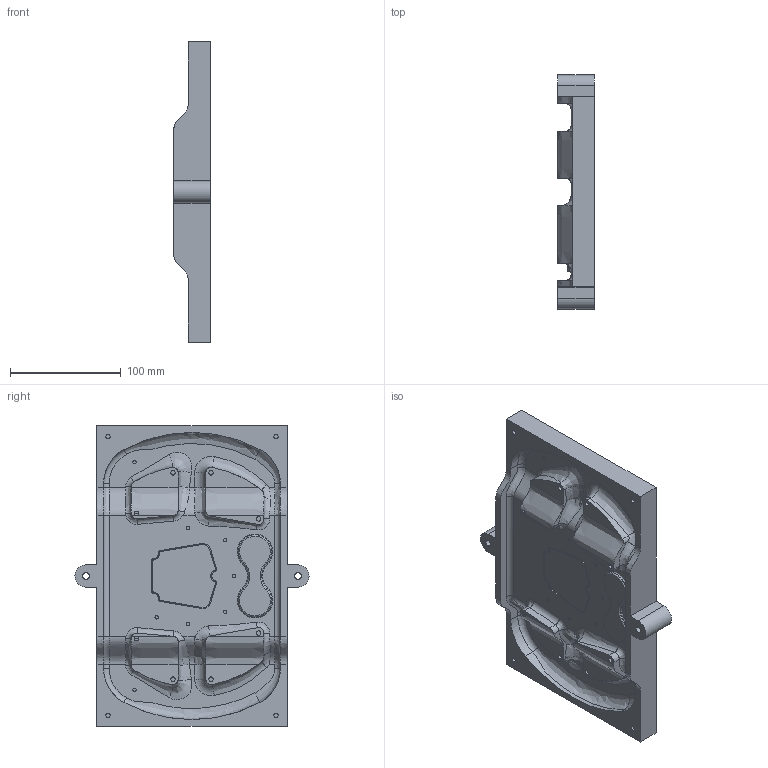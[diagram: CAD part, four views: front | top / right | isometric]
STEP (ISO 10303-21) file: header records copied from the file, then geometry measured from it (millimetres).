
FILE_DESCRIPTION(('CATIA V5 STEP Exchange'),'2;1');
FILE_NAME('Kierownica-V3-06-podzielona.stp','2022-06-02T20:09:25+00:00',('none'),('none'),'CATIA Version 5 Release 19 SP 2 (IN-10)','CATIA V5 STEP AP203','none');
FILE_SCHEMA(('CONFIG_CONTROL_DESIGN'));
Products named in the file (1): Kierownica-V3-06-1
Bounding box: 33 x 212 x 272 mm (x, y, z)
Volume: 885172.6 mm3; surface area: 136893.9 mm2
Topology: 1 solids, 1 shells, 264 faces, 645 edges, 419 vertices
Faces by surface type: bspline 90, cylinder 86, plane 66, torus 14, extrusion 8
Entity records: 40403 total; most frequent: CARTESIAN_POINT 35406, ORIENTED_EDGE 1266, EDGE_CURVE 633, DIRECTION 514, B_SPLINE_CURVE_WITH_KNOTS 409, VERTEX_POINT 393, EDGE_LOOP 290, ADVANCED_FACE 264
